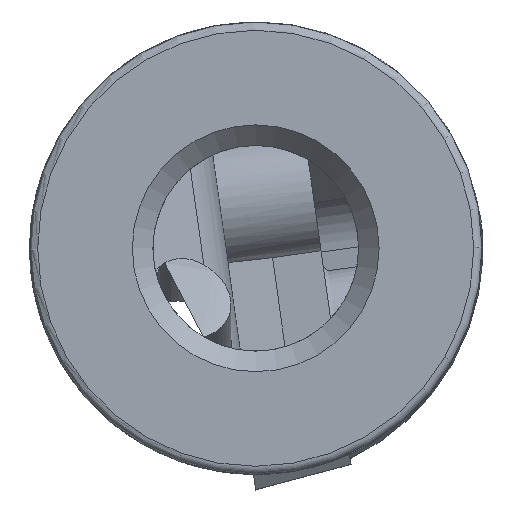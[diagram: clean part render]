
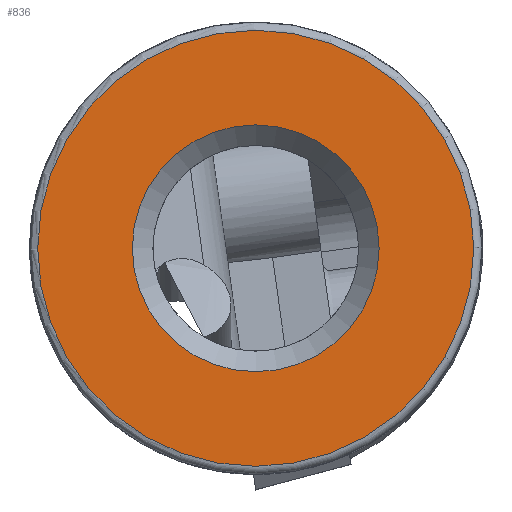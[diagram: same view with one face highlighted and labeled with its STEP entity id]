
A CAD part, left-side view. The second image highlights one B-rep face of the part: STEP entity #836.
In plain terms, the highlighted planar face has unit normal (-1, 0, 0).
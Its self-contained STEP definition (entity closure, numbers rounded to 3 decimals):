
#51 = EDGE_LOOP ( 'NONE', ( #1946 ) ) ;
#54 = AXIS2_PLACEMENT_3D ( 'NONE', #118, #879, #891 ) ;
#77 = CARTESIAN_POINT ( 'NONE',  ( -23., 0., 5.875 ) ) ;
#118 = CARTESIAN_POINT ( 'NONE',  ( -23., 0., 5.875 ) ) ;
#274 = DIRECTION ( 'NONE',  ( 1., 0., 0. ) ) ;
#399 = VERTEX_POINT ( 'NONE', #3203 ) ;
#424 = CARTESIAN_POINT ( 'NONE',  ( -23., 0., 8.875 ) ) ;
#550 = DIRECTION ( 'NONE',  ( 0., 0., 1. ) ) ;
#570 = EDGE_LOOP ( 'NONE', ( #3238 ) ) ;
#698 = CIRCLE ( 'NONE', #2969, 3. ) ;
#779 = PLANE ( 'NONE',  #3165 ) ;
#836 = ADVANCED_FACE ( 'NONE', ( #1225, #2318 ), #779, .F. ) ;
#879 = DIRECTION ( 'NONE',  ( -1., 0., 0. ) ) ;
#891 = DIRECTION ( 'NONE',  ( 0., 0., -1. ) ) ;
#1225 = FACE_OUTER_BOUND ( 'NONE', #570, .T. ) ;
#1770 = CARTESIAN_POINT ( 'NONE',  ( -23., 0., 0.375 ) ) ;
#1946 = ORIENTED_EDGE ( 'NONE', *, *, #2423, .F. ) ;
#2030 = DIRECTION ( 'NONE',  ( 0., 0., -1. ) ) ;
#2318 = FACE_BOUND ( 'NONE', #51, .T. ) ;
#2380 = CIRCLE ( 'NONE', #54, 5.3 ) ;
#2423 = EDGE_CURVE ( 'NONE', #3260, #3260, #698, .T. ) ;
#2486 = EDGE_CURVE ( 'NONE', #399, #399, #2380, .T. ) ;
#2798 = DIRECTION ( 'NONE',  ( -1., 0., 0. ) ) ;
#2969 = AXIS2_PLACEMENT_3D ( 'NONE', #77, #2798, #550 ) ;
#3165 = AXIS2_PLACEMENT_3D ( 'NONE', #1770, #274, #2030 ) ;
#3203 = CARTESIAN_POINT ( 'NONE',  ( -23., 0., 0.575 ) ) ;
#3238 = ORIENTED_EDGE ( 'NONE', *, *, #2486, .T. ) ;
#3260 = VERTEX_POINT ( 'NONE', #424 ) ;
